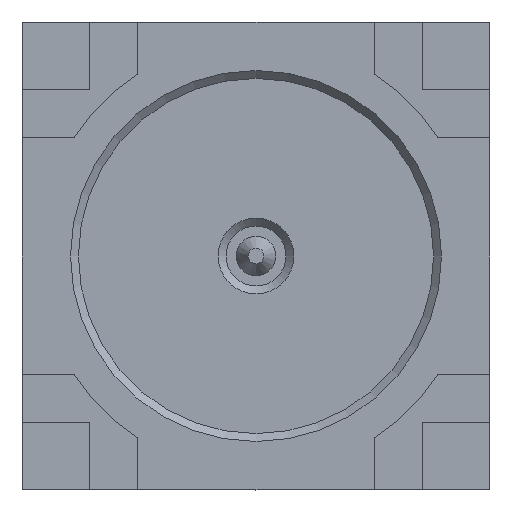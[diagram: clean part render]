
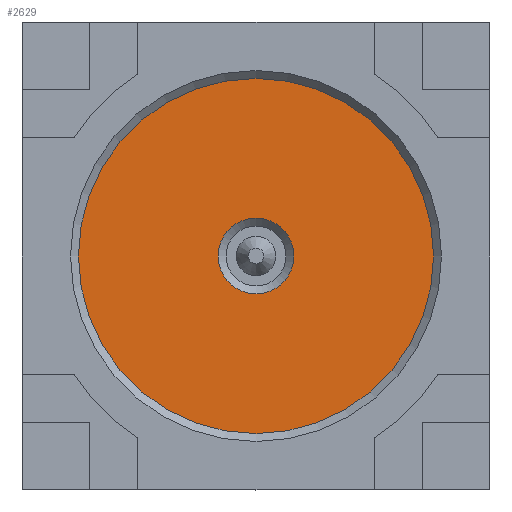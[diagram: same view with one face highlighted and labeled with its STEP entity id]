
A CAD part, front view. The second image highlights one B-rep face of the part: STEP entity #2629.
In plain terms, the highlighted planar face has unit normal (0, -1, 0).
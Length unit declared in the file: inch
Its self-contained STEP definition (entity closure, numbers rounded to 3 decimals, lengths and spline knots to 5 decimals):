
#59 = EDGE_LOOP ( 'NONE', ( #3211 ) ) ;
#92 = DIRECTION ( 'NONE',  ( 0., -1., 0. ) ) ;
#383 = DIRECTION ( 'NONE',  ( 0., 0., -1. ) ) ;
#389 = CIRCLE ( 'NONE', #2669, 0.08858 ) ;
#437 = DIRECTION ( 'NONE',  ( 0., -1., 0. ) ) ;
#545 = VERTEX_POINT ( 'NONE', #823 ) ;
#619 = CARTESIAN_POINT ( 'NONE',  ( 0., 0., 0. ) ) ;
#626 = EDGE_CURVE ( 'NONE', #1099, #1099, #389, .T. ) ;
#679 = PLANE ( 'NONE',  #2668 ) ;
#823 = CARTESIAN_POINT ( 'NONE',  ( 0., 0., -0.0189 ) ) ;
#1099 = VERTEX_POINT ( 'NONE', #2148 ) ;
#1516 = DIRECTION ( 'NONE',  ( 0., -1., 0. ) ) ;
#1546 = CIRCLE ( 'NONE', #2153, 0.0189 ) ;
#1747 = FACE_OUTER_BOUND ( 'NONE', #3046, .T. ) ;
#1782 = CARTESIAN_POINT ( 'NONE',  ( 0., 0., -0.0189 ) ) ;
#1901 = EDGE_CURVE ( 'NONE', #545, #545, #1546, .T. ) ;
#1906 = ORIENTED_EDGE ( 'NONE', *, *, #626, .T. ) ;
#2002 = FACE_BOUND ( 'NONE', #59, .T. ) ;
#2148 = CARTESIAN_POINT ( 'NONE',  ( 0., 0., -0.08858 ) ) ;
#2153 = AXIS2_PLACEMENT_3D ( 'NONE', #3127, #437, #3108 ) ;
#2576 = DIRECTION ( 'NONE',  ( 0., 0., -1. ) ) ;
#2629 = ADVANCED_FACE ( 'NONE', ( #2002, #1747 ), #679, .T. ) ;
#2668 = AXIS2_PLACEMENT_3D ( 'NONE', #1782, #1516, #2576 ) ;
#2669 = AXIS2_PLACEMENT_3D ( 'NONE', #619, #92, #383 ) ;
#3046 = EDGE_LOOP ( 'NONE', ( #1906 ) ) ;
#3108 = DIRECTION ( 'NONE',  ( 0., 0., -1. ) ) ;
#3127 = CARTESIAN_POINT ( 'NONE',  ( 0., 0., 0. ) ) ;
#3211 = ORIENTED_EDGE ( 'NONE', *, *, #1901, .F. ) ;
